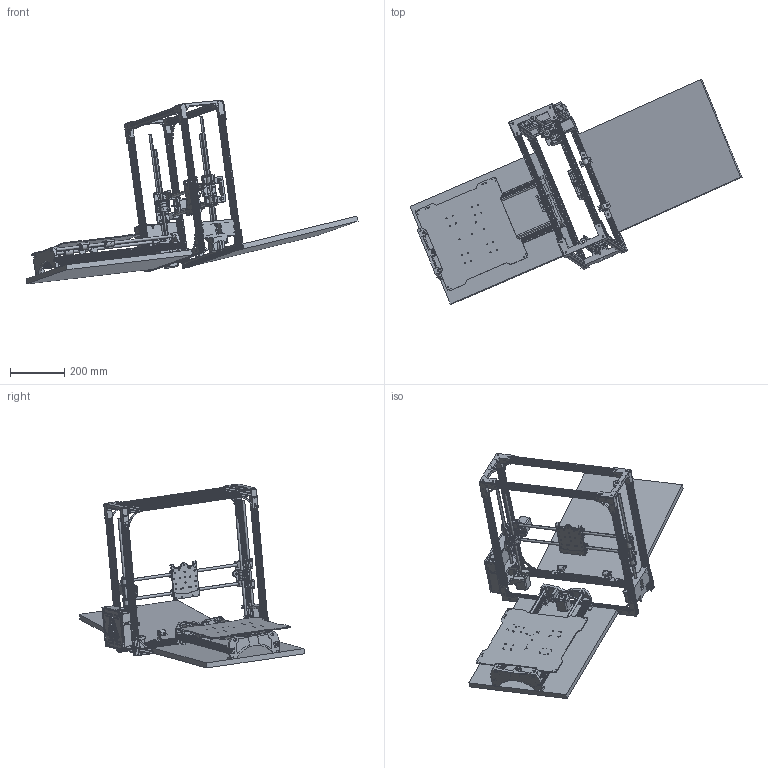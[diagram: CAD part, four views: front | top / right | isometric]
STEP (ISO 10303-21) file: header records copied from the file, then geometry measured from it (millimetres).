
FILE_DESCRIPTION (( 'STEP AP203' ), '1' );
FILE_NAME ('HydraFabberBriefcase1Step.STEP', '2013-08-08T03:52:25', ( '' ), ( '' ), 'SwSTEP 2.0', 'SolidWorks 2013', '' );
FILE_SCHEMA (( 'CONFIG_CONTROL_DESIGN' ));
Products named in the file (1): HydraFabberBriefcase1Step
Bounding box: 1226.84 x 830.71 x 679.71 mm (x, y, z)
Volume: 10927106.5 mm3; surface area: 2858815.2 mm2
Topology: 87 solids, 87 shells, 3797 faces, 10293 edges, 6813 vertices
Faces by surface type: plane 2099, cylinder 1547, bspline 109, cone 36, torus 6
Entity records: 123085 total; most frequent: CARTESIAN_POINT 23500, ORIENTED_EDGE 20586, DIRECTION 20568, EDGE_CURVE 10293, LINE 6898, VECTOR 6898, AXIS2_PLACEMENT_3D 6835, VERTEX_POINT 6813
